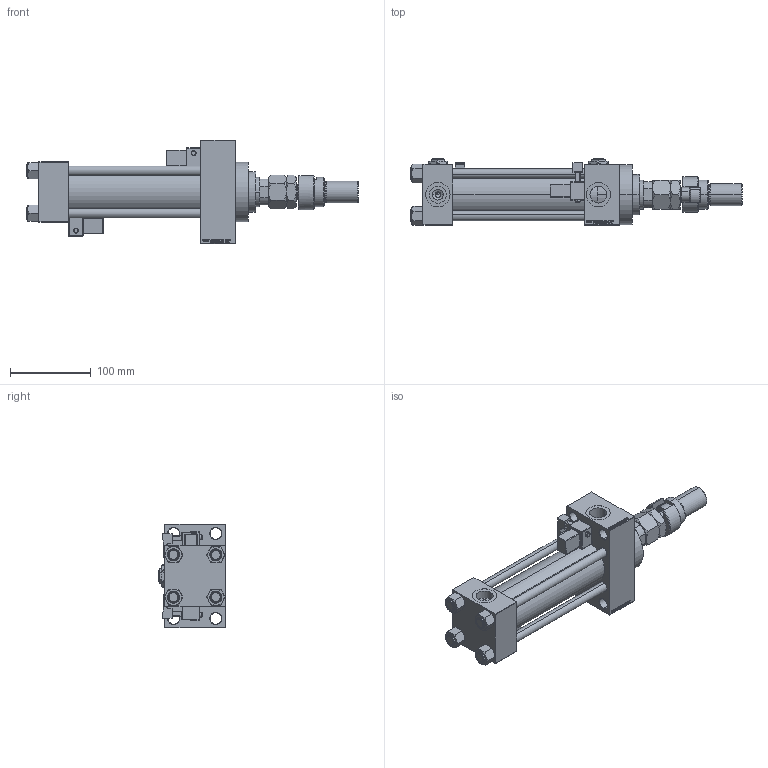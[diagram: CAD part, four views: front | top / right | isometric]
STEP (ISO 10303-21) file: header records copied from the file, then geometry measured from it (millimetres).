
FILE_DESCRIPTION (( 'STEP AP203' ), '1' );
FILE_NAME ('db42.STEP', '2023-08-23T16:02:54', ( '' ), ( '' ), 'SwSTEP 2.0', 'SolidWorks 2019', '' );
FILE_SCHEMA (( 'CONFIG_CONTROL_DESIGN' ));
Length unit declared in the file: millimetre
Products named in the file (11): V215CR_MSU b0d013107ed7568bde69e9ebbd90d5a8; MFA b0d013107ed7568bde69e9ebbd90d5a8; db42; V215CR_D_TYCINKA b0d013107ed7568bde69e9ebbd90d5a8; NUT_M5_D b0d013107ed7568bde69e9ebbd90d5a8; V215CR_D_Body b0d013107ed7568bde69e9ebbd90d5a8; V215_VC_A b0d013107ed7568bde69e9ebbd90d5a8; Zatka_pro_OIL_PORT b0d013107ed7568bde69e9ebbd90d5a8; DFA b0d013107ed7568bde69e9ebbd90d5a8; V215CR_VCP_D b0d013107ed7568bde69e9ebbd90d5a8; FEMALE_PART_FOR_DFA b0d013107ed7568bde69e9ebbd90d5a8
Assembly tree (18 placements, depth 3):
  db42
    V215CR_D_Body b0d013107ed7568bde69e9ebbd90d5a8
    V215CR_VCP_D b0d013107ed7568bde69e9ebbd90d5a8
    NUT_M5_D b0d013107ed7568bde69e9ebbd90d5a8  x4
    V215CR_D_TYCINKA b0d013107ed7568bde69e9ebbd90d5a8  x4
    V215_VC_A b0d013107ed7568bde69e9ebbd90d5a8
    DFA b0d013107ed7568bde69e9ebbd90d5a8
      FEMALE_PART_FOR_DFA b0d013107ed7568bde69e9ebbd90d5a8
      MFA b0d013107ed7568bde69e9ebbd90d5a8
    V215CR_MSU b0d013107ed7568bde69e9ebbd90d5a8  x2
    Zatka_pro_OIL_PORT b0d013107ed7568bde69e9ebbd90d5a8  x2
Bounding box: 410.5 x 82.27 x 128 mm (x, y, z)
Volume: 1159580.1 mm3; surface area: 275828.6 mm2
Topology: 17 solids, 17 shells, 1443 faces, 3526 edges, 2220 vertices
Faces by surface type: plane 631, bspline 368, cone 224, cylinder 172, torus 24, sphere 24
Entity records: 54368 total; most frequent: CARTESIAN_POINT 26850, ORIENTED_EDGE 5970, DIRECTION 4215, EDGE_CURVE 2985, VERTEX_POINT 1922, VECTOR 1709, LINE 1709, EDGE_LOOP 1349
